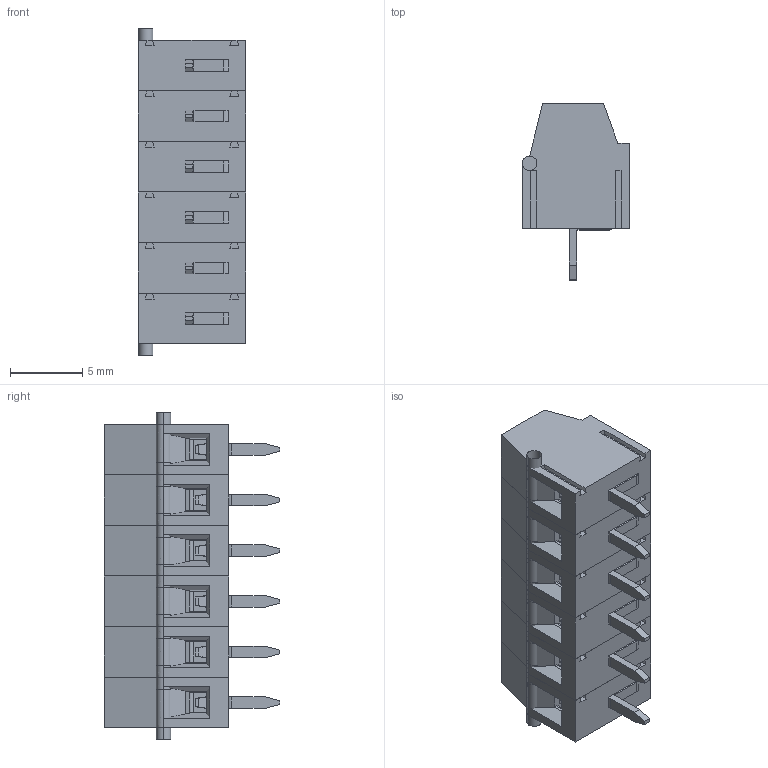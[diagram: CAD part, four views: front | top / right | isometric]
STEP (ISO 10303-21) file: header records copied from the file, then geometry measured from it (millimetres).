
FILE_DESCRIPTION(/* description */ (''),/* implementation_level */ '2;1');
FILE_NAME(/* name */ 'MKD88F~1',/* time_stamp */ '2018-02-26T16:53:06+03:00',/* author */ (''),/* organization */ (''),/* preprocessor_version */ 'ST-DEVELOPER v15',/* originating_system */ '',/* authorisation */ '');
FILE_SCHEMA (('AUTOMOTIVE_DESIGN'));
Length unit declared in the file: millimetre
Products named in the file (1): Document
Bounding box: 7.4 x 12.15 x 22.63 mm (x, y, z)
Surface area: 2122.7 mm2 (no closed solid volume)
Topology: 0 solids, 36 shells, 702 faces, 2130 edges, 1422 vertices
Faces by surface type: plane 606, bspline 96
Entity records: 22039 total; most frequent: CARTESIAN_POINT 8318, ORIENTED_EDGE 3876, EDGE_CURVE 2130, B_SPLINE_CURVE_WITH_KNOTS 1914, VERTEX_POINT 1422, EDGE_LOOP 720, ADVANCED_FACE 702, FACE_OUTER_BOUND 702
